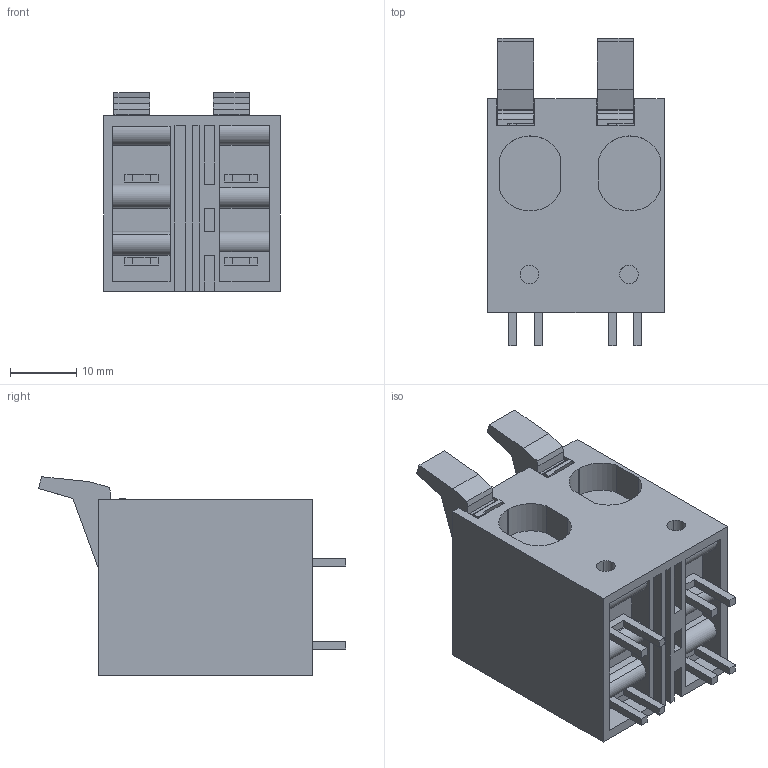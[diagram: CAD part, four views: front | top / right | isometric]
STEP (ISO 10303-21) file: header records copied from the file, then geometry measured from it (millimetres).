
FILE_DESCRIPTION(('CATIA V5R24 STEP','CAx-IF Rec.Pracs.--- Model Styling and Organization---1.2---2011-12-15'),'2;1');
FILE_NAME ('D1462827_0', '2017-06-27T06:23:40+00:00', ('Weidmueller Interface'), ('Weidmueller'), 'CATIA Version 5-6 Release 2014 SP4 HF52', 'CATIA V5 STEP AP214', 'none');
FILE_SCHEMA(('AUTOMOTIVE_DESIGN { 1 0 10303 214 1 1 1 1 }'));
Length unit declared in the file: millimetre
Products named in the file (1): 2491800000
Bounding box: 26.57 x 46.24 x 29.9 mm (x, y, z)
Volume: 18779.4 mm3; surface area: 9025.2 mm2
Topology: 7 solids, 7 shells, 193 faces, 507 edges, 338 vertices
Faces by surface type: plane 167, cylinder 26
Entity records: 5903 total; most frequent: CARTESIAN_POINT 1038, ORIENTED_EDGE 1014, DIRECTION 840, EDGE_CURVE 507, VECTOR 455, LINE 455, VERTEX_POINT 338, AXIS2_PLACEMENT_3D 218
